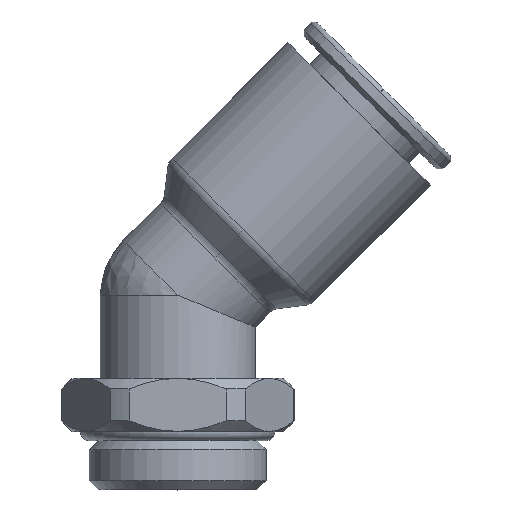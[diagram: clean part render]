
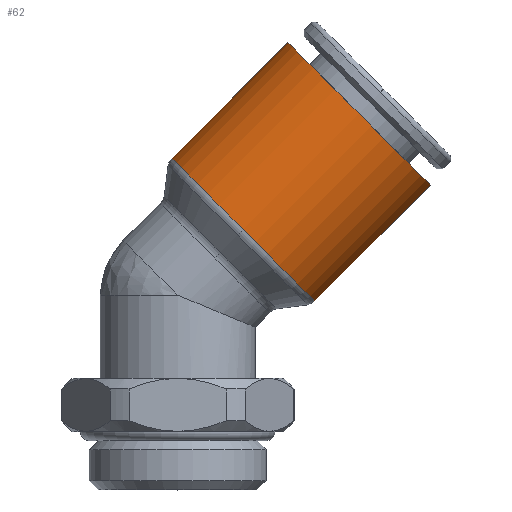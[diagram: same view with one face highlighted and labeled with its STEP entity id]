
A CAD part, top view. The second image highlights one B-rep face of the part: STEP entity #62.
In plain terms, the highlighted cylindrical face has radius 9.5 mm (diameter 19 mm), a partial arc.
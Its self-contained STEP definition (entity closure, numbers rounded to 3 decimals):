
#62=ADVANCED_FACE('',(#155),#156,.T.);
#155=FACE_OUTER_BOUND('',#314,.T.);
#156=CYLINDRICAL_SURFACE('',#315,9.5);
#314=EDGE_LOOP('',(#555,#556,#557,#558,#559));
#315=AXIS2_PLACEMENT_3D('',#560,#561,#562);
#555=ORIENTED_EDGE('',*,*,#1084,.F.);
#556=ORIENTED_EDGE('',*,*,#1085,.T.);
#557=ORIENTED_EDGE('',*,*,#1086,.T.);
#558=ORIENTED_EDGE('',*,*,#1087,.F.);
#559=ORIENTED_EDGE('',*,*,#1088,.F.);
#560=CARTESIAN_POINT('',(11.65,24.5,0.0));
#561=DIRECTION('',(0.707,0.707,0.0));
#562=DIRECTION('',(-0.707,0.707,0.0));
#1084=EDGE_CURVE('',#1311,#1312,#1313,.T.);
#1085=EDGE_CURVE('',#1311,#1314,#1315,.T.);
#1086=EDGE_CURVE('',#1314,#1316,#1317,.T.);
#1087=EDGE_CURVE('',#1318,#1316,#1319,.T.);
#1088=EDGE_CURVE('',#1312,#1318,#1320,.T.);
#1311=VERTEX_POINT('',#1686);
#1312=VERTEX_POINT('',#1687);
#1313=LINE('',#1688,#1689);
#1314=VERTEX_POINT('',#1690);
#1315=CIRCLE('',#1691,9.5);
#1316=VERTEX_POINT('',#1692);
#1317=CIRCLE('',#1693,9.5);
#1318=VERTEX_POINT('',#1694);
#1319=LINE('',#1695,#1696);
#1320=CIRCLE('',#1697,9.5);
#1686=CARTESIAN_POINT('',(-0.53,25.755,0.0));
#1687=CARTESIAN_POINT('',(10.394,36.679,0.0));
#1688=CARTESIAN_POINT('',(4.932,31.217,0.));
#1689=VECTOR('',#2233,1.0);
#1690=CARTESIAN_POINT('',(6.187,19.037,9.5));
#1691=AXIS2_PLACEMENT_3D('',#2234,#2235,#2236);
#1692=CARTESIAN_POINT('',(12.905,12.32,0.));
#1693=AXIS2_PLACEMENT_3D('',#2237,#2238,#2239);
#1694=CARTESIAN_POINT('',(23.829,23.244,0.));
#1695=CARTESIAN_POINT('',(18.367,17.782,0.));
#1696=VECTOR('',#2240,1.0);
#1697=AXIS2_PLACEMENT_3D('',#2241,#2242,#2243);
#2233=DIRECTION('',(0.707,0.707,0.0));
#2234=CARTESIAN_POINT('',(6.187,19.037,0.0));
#2235=DIRECTION('',(0.707,0.707,0.0));
#2236=DIRECTION('',(-0.707,0.707,0.0));
#2237=CARTESIAN_POINT('',(6.187,19.037,0.0));
#2238=DIRECTION('',(0.707,0.707,0.0));
#2239=DIRECTION('',(-0.707,0.707,0.0));
#2240=DIRECTION('',(-0.707,-0.707,-0.0));
#2241=CARTESIAN_POINT('',(17.112,29.962,0.0));
#2242=DIRECTION('',(0.707,0.707,0.0));
#2243=DIRECTION('',(-0.707,0.707,0.0));
